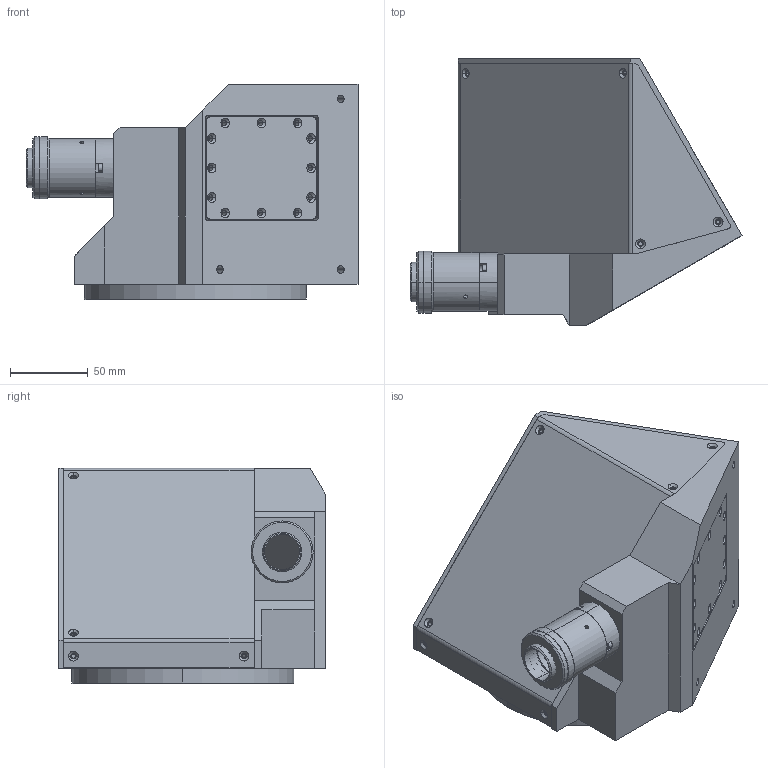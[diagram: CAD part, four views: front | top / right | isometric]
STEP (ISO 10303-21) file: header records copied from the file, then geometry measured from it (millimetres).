
FILE_DESCRIPTION (( 'STEP AP203' ), '1' );
FILE_NAME ('TCCR3M096-C.step', '2019-06-07T10:57:43', ( '' ), ( '' ), 'SwSTEP 2.0', 'SolidWorks 2018', '' );
FILE_SCHEMA (( 'CONFIG_CONTROL_DESIGN' ));
Length unit declared in the file: millimetre
Products named in the file (1): TCCR3M096-C
Bounding box: 214.07 x 171.92 x 139 mm (x, y, z)
Surface area: 157581.3 mm2 (no closed solid volume)
Topology: 0 solids, 19 shells, 324 faces, 971 edges, 664 vertices
Faces by surface type: cylinder 153, plane 89, cone 76, torus 4, sphere 2
Entity records: 11308 total; most frequent: CARTESIAN_POINT 2209, DIRECTION 2063, ORIENTED_EDGE 1596, EDGE_CURVE 969, AXIS2_PLACEMENT_3D 788, VERTEX_POINT 664, VECTOR 487, LINE 487
